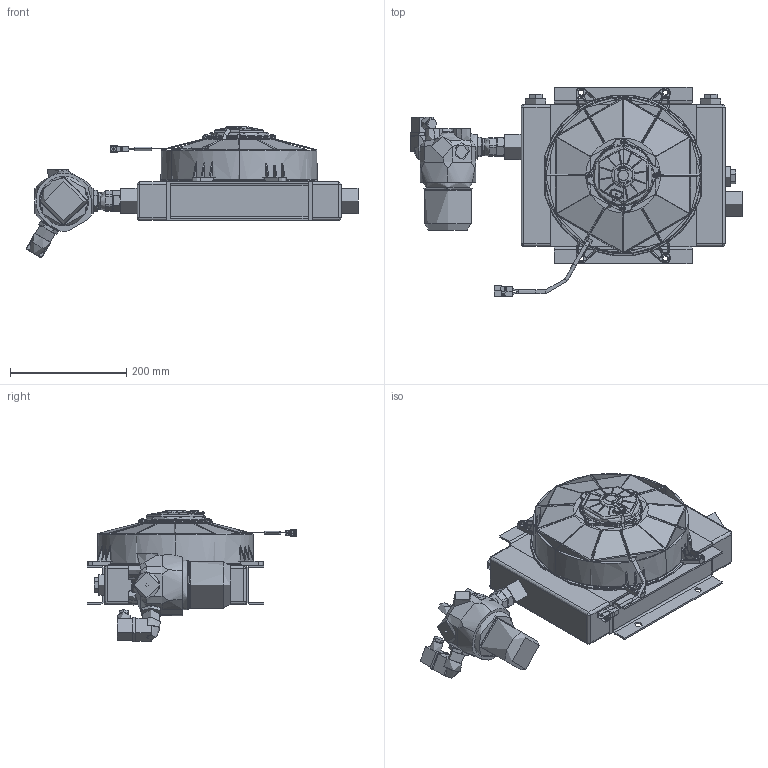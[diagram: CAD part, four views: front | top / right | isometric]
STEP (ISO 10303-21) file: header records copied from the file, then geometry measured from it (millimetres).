
FILE_DESCRIPTION (( 'STEP AP214' ), '1' );
FILE_NAME ('PX1035522.step', '2021-03-03T19:13:20', ( 'TDI' ), ( 'Twin Disc Inc' ), 'SwSTEP 2.0', 'SolidWorks 2019', '' );
FILE_SCHEMA (( 'AUTOMOTIVE_DESIGN' ));
Length unit declared in the file: inch
Products named in the file (1): PX1035522
Bounding box: 571.24 x 361.05 x 226.41 mm (x, y, z)
Topology: 0 solids, 1271 shells, 1742 faces, 7979 edges, 7531 vertices
Faces by surface type: plane 555, cylinder 476, cone 253, torus 249, bspline 189, sphere 20
Full cylindrical faces by diameter (mm): 0.4 x1, 5 x2, 8.5 x7, 13.5 x1, 15.469 x2, 18 x1, 19.05 x6, 22 x1, 23.901 x2, 23.99 x1, 24.003 x1, 24.5 x1, 24.689 x2, 24.93 x1, 26.797 x3, 26.987 x2, 27.788 x1, 28.5 x1, 29 x2, 29.21 x1, 29.512 x1, 29.996 x1, 30 x2, 32 x1, 34.925 x3, 35 x1, 44 x2, 44.45 x2, 80 x1, 85 x1
Entity records: 155963 total; most frequent: CARTESIAN_POINT 76534, DIRECTION 9815, ORIENTED_EDGE 8821, EDGE_CURVE 7814, VERTEX_POINT 7496, AXIS2_PLACEMENT_3D 3564, B_SPLINE_CURVE_WITH_KNOTS 3009, LINE 2687
